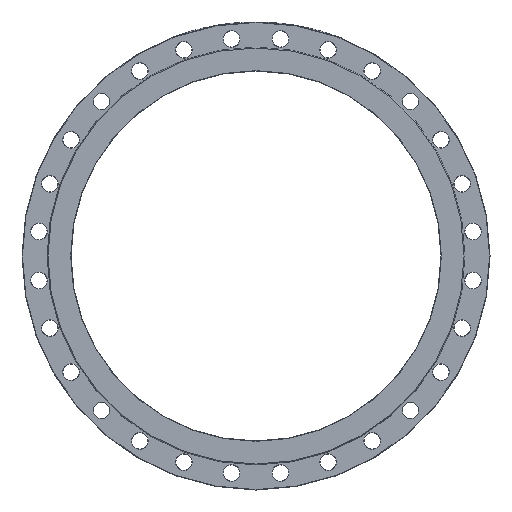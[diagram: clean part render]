
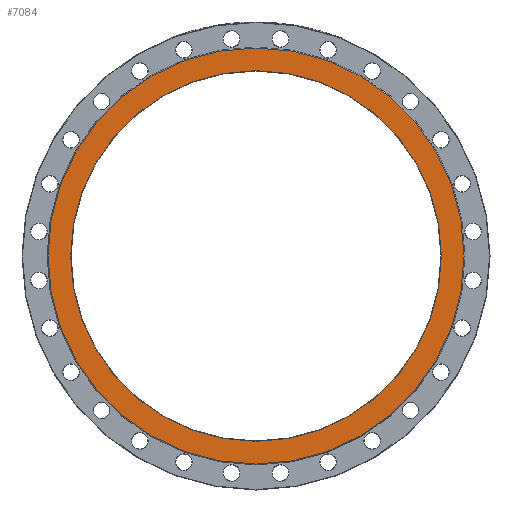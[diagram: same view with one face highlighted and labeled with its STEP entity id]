
A CAD part, left-side view. The second image highlights one B-rep face of the part: STEP entity #7084.
In plain terms, the highlighted planar face has unit normal (-1, 0, 0).
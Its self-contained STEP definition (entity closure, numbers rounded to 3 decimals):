
#36 = EDGE_LOOP ( 'NONE', ( #1504 ) ) ;
#232 = CIRCLE ( 'NONE', #2010, 445.5 ) ;
#1034 = DIRECTION ( 'NONE',  ( 0., 0., -1. ) ) ;
#1504 = ORIENTED_EDGE ( 'NONE', *, *, #10175, .T. ) ;
#1953 = EDGE_LOOP ( 'NONE', ( #11943 ) ) ;
#2010 = AXIS2_PLACEMENT_3D ( 'NONE', #8514, #10376, #1034 ) ;
#2757 = FACE_BOUND ( 'NONE', #1953, .T. ) ;
#3845 = CARTESIAN_POINT ( 'NONE',  ( 0., 0., 500. ) ) ;
#4095 = CARTESIAN_POINT ( 'NONE',  ( 0., 0., -445.5 ) ) ;
#4448 = CARTESIAN_POINT ( 'NONE',  ( 0., 0., 0. ) ) ;
#5260 = EDGE_CURVE ( 'NONE', #7989, #7989, #232, .T. ) ;
#5789 = PLANE ( 'NONE',  #6777 ) ;
#6437 = DIRECTION ( 'NONE',  ( 0., 0., 1. ) ) ;
#6545 = FACE_OUTER_BOUND ( 'NONE', #36, .T. ) ;
#6777 = AXIS2_PLACEMENT_3D ( 'NONE', #10372, #11418, #10434 ) ;
#6817 = CIRCLE ( 'NONE', #8379, 500. ) ;
#7084 = ADVANCED_FACE ( 'NONE', ( #2757, #6545 ), #5789, .F. ) ;
#7989 = VERTEX_POINT ( 'NONE', #4095 ) ;
#8379 = AXIS2_PLACEMENT_3D ( 'NONE', #4448, #9325, #6437 ) ;
#8514 = CARTESIAN_POINT ( 'NONE',  ( 0., 0., 0. ) ) ;
#9325 = DIRECTION ( 'NONE',  ( -1., 0., 0. ) ) ;
#10175 = EDGE_CURVE ( 'NONE', #11586, #11586, #6817, .T. ) ;
#10372 = CARTESIAN_POINT ( 'NONE',  ( 0., 444.5, 0. ) ) ;
#10376 = DIRECTION ( 'NONE',  ( 1., 0., 0. ) ) ;
#10434 = DIRECTION ( 'NONE',  ( 0., 0., -1. ) ) ;
#11418 = DIRECTION ( 'NONE',  ( 1., 0., 0. ) ) ;
#11586 = VERTEX_POINT ( 'NONE', #3845 ) ;
#11943 = ORIENTED_EDGE ( 'NONE', *, *, #5260, .T. ) ;
